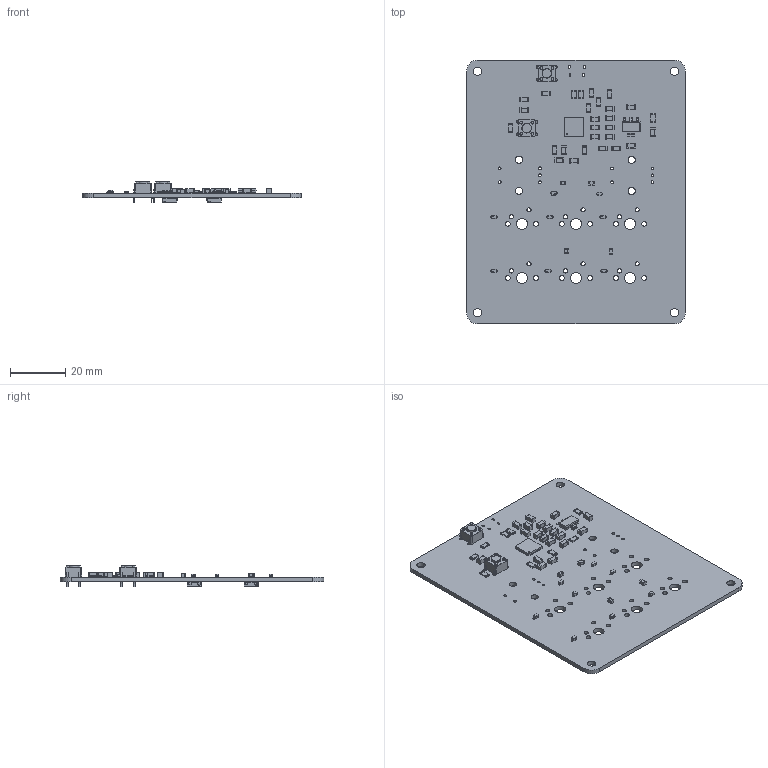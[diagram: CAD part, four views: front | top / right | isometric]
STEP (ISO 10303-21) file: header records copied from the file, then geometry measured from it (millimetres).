
FILE_DESCRIPTION(('KiCad electronic assembly'),'2;1');
FILE_NAME('rp2040_pad.step','2025-01-30T01:07:36',('Pcbnew'),('Kicad'), 'Open CASCADE STEP processor 7.8','KiCad to STEP converter','Unknown' );
FILE_SCHEMA(('AUTOMOTIVE_DESIGN { 1 0 10303 214 1 1 1 1 }'));
Length unit declared in the file: millimetre
Products named in the file (20): rp2040_pad 1; SW_PUSH_6mm; R_1206_3216Metric; C_1206_3216Metric; D_SOD-323; D_SOD_323; L_1206_3216Metric; C_0805_2012Metric; QFN-56-1EP_7x7mm_P0.4mm_EP3.2x3.2mm; QFN_56_1EP_7x7mm_P04mm_EP32x32mm; SOT-223; SOT_223; LED_WS2812B_PLCC4_5.0x5.0mm_P3.2mm; LED_WS2812B_PLCC4_50x50mm_P32mm; rp2040_pad_PCB
Assembly tree (58 placements, depth 3):
  rp2040_pad 1
    SW_PUSH_6mm  x2
      SW_PUSH_6mm
    R_1206_3216Metric  x9
      R_1206_3216Metric
    C_1206_3216Metric  x16
      C_1206_3216Metric
    D_SOD-323  x8
      D_SOD_323
    L_1206_3216Metric  x3
      L_1206_3216Metric
    C_0805_2012Metric  x4
      C_0805_2012Metric
    QFN-56-1EP_7x7mm_P0.4mm_EP3.2x3.2mm
      QFN_56_1EP_7x7mm_P04mm_EP32x32mm
    SOT-223
      SOT_223
    LED_WS2812B_PLCC4_5.0x5.0mm_P3.2mm  x4
      LED_WS2812B_PLCC4_50x50mm_P32mm
    rp2040_pad_PCB
Bounding box: 79 x 95 x 7.8 mm (x, y, z)
Volume: 12377 mm3; surface area: 17435.8 mm2
Topology: 49 solids, 49 shells, 2406 faces, 6352 edges, 4098 vertices
Faces by surface type: plane 1509, cylinder 667, bspline 224, cone 4, torus 2
Full cylindrical faces by diameter (mm): 0.4 x1, 1 x18, 1.1 x8, 1.5 x12, 1.7 x12, 2.6 x4, 3 x4, 3.333 x4, 3.5 x2, 4 x6
Entity records: 31193 total; most frequent: CARTESIAN_POINT 5056, ORIENTED_EDGE 4792, DIRECTION 4496, EDGE_CURVE 2396, LINE 1954, VECTOR 1954, VERTEX_POINT 1567, AXIS2_PLACEMENT_3D 1271
